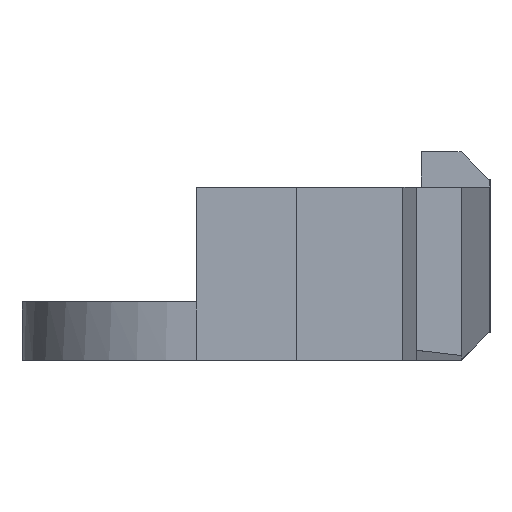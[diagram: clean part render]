
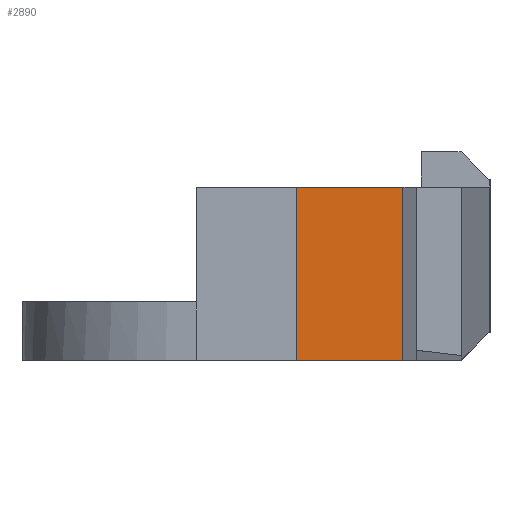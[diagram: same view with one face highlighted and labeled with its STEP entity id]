
A CAD part, left-side view. The second image highlights one B-rep face of the part: STEP entity #2890.
In plain terms, the highlighted planar face has unit normal (-1, 0, 0).
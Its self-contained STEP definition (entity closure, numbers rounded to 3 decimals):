
#66=FACE_OUTER_BOUND('',#241,.T.);
#241=EDGE_LOOP('',(#1997,#1998,#1999,#2000));
#428=LINE('',#4054,#816);
#472=LINE('',#4154,#860);
#492=LINE('',#4201,#880);
#499=LINE('',#4213,#887);
#816=VECTOR('',#3259,10.);
#860=VECTOR('',#3335,10.);
#880=VECTOR('',#3379,10.);
#887=VECTOR('',#3396,10.);
#1204=VERTEX_POINT('',#4051);
#1205=VERTEX_POINT('',#4053);
#1244=VERTEX_POINT('',#4151);
#1245=VERTEX_POINT('',#4153);
#1456=EDGE_CURVE('',#1204,#1205,#428,.T.);
#1506=EDGE_CURVE('',#1244,#1245,#472,.T.);
#1531=EDGE_CURVE('',#1204,#1245,#492,.T.);
#1538=EDGE_CURVE('',#1205,#1244,#499,.T.);
#1997=ORIENTED_EDGE('',*,*,#1538,.F.);
#1998=ORIENTED_EDGE('',*,*,#1456,.F.);
#1999=ORIENTED_EDGE('',*,*,#1531,.T.);
#2000=ORIENTED_EDGE('',*,*,#1506,.F.);
#2729=PLANE('',#3085);
#2890=ADVANCED_FACE('',(#66),#2729,.T.);
#3085=AXIS2_PLACEMENT_3D('',#4214,#3397,#3398);
#3259=DIRECTION('',(0.,1.,0.));
#3335=DIRECTION('',(0.,-1.,0.));
#3379=DIRECTION('',(0.,0.,1.));
#3396=DIRECTION('',(0.,0.,1.));
#3397=DIRECTION('center_axis',(-1.,0.,0.));
#3398=DIRECTION('ref_axis',(0.,1.,0.));
#4051=CARTESIAN_POINT('',(50.169,55.308,0.));
#4053=CARTESIAN_POINT('',(50.169,60.848,0.));
#4054=CARTESIAN_POINT('',(50.169,60.848,0.));
#4151=CARTESIAN_POINT('',(50.169,60.848,9.04));
#4153=CARTESIAN_POINT('',(50.169,55.308,9.04));
#4154=CARTESIAN_POINT('',(50.169,60.848,9.04));
#4201=CARTESIAN_POINT('',(50.169,55.308,6.04));
#4213=CARTESIAN_POINT('',(50.169,60.848,6.04));
#4214=CARTESIAN_POINT('Origin',(50.169,55.308,6.04));
